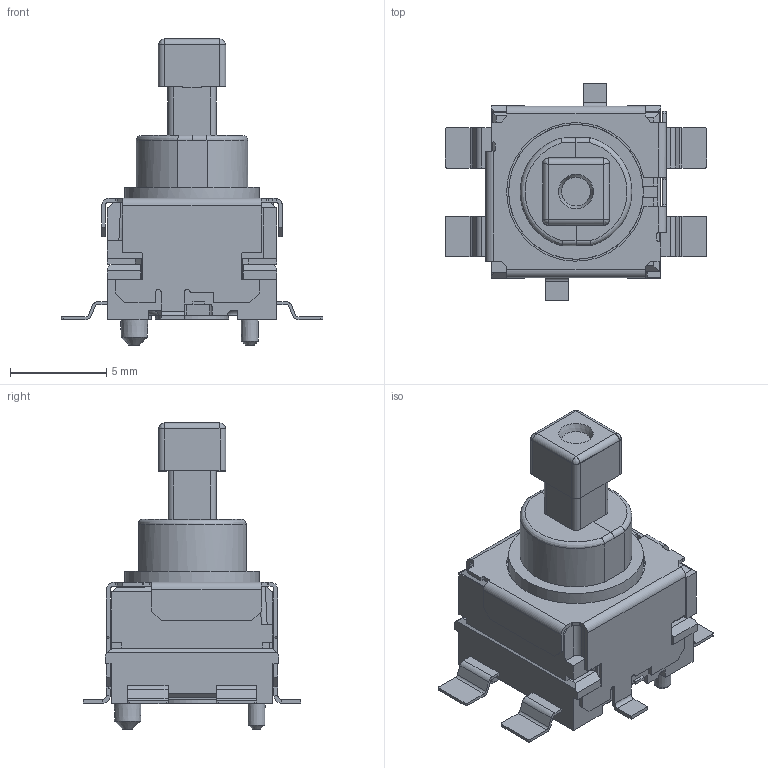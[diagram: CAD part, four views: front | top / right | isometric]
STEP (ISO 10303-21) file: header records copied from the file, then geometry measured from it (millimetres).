
FILE_DESCRIPTION(/* description */ (''),/* implementation_level */ '2;1');
FILE_NAME(/* name */ 'SPEF220100 v1.step',/* time_stamp */ '2026-02-15T11:45:24+01:00',/* author */ (''),/* organization */ (''),/* preprocessor_version */ 'ST-DEVELOPER v20.1',/* originating_system */ 'Autodesk Translation Framework v14.10.0.0',/* authorisation */ '');
FILE_SCHEMA (('AUTOMOTIVE_DESIGN { 1 0 10303 214 3 1 1 }'));
Length unit declared in the file: millimetre
Products named in the file (2): SPEF220100; Cap12x12
Assembly tree (1 placements, depth 2):
  SPEF220100
    Cap12x12
Bounding box: 13.6 x 11.3 x 15.9 mm (x, y, z)
Volume: 599 mm3; surface area: 852.6 mm2
Topology: 1 solids, 1 shells, 579 faces, 1598 edges, 1040 vertices
Faces by surface type: plane 355, cone 117, cylinder 97, bspline 6, torus 4
Full cylindrical faces by diameter (mm): 3.8 x1, 7 x1
Entity records: 19891 total; most frequent: CARTESIAN_POINT 4185, ORIENTED_EDGE 3188, DIRECTION 3130, EDGE_CURVE 1594, LINE 1126, VECTOR 1126, VERTEX_POINT 1040, AXIS2_PLACEMENT_3D 1002
